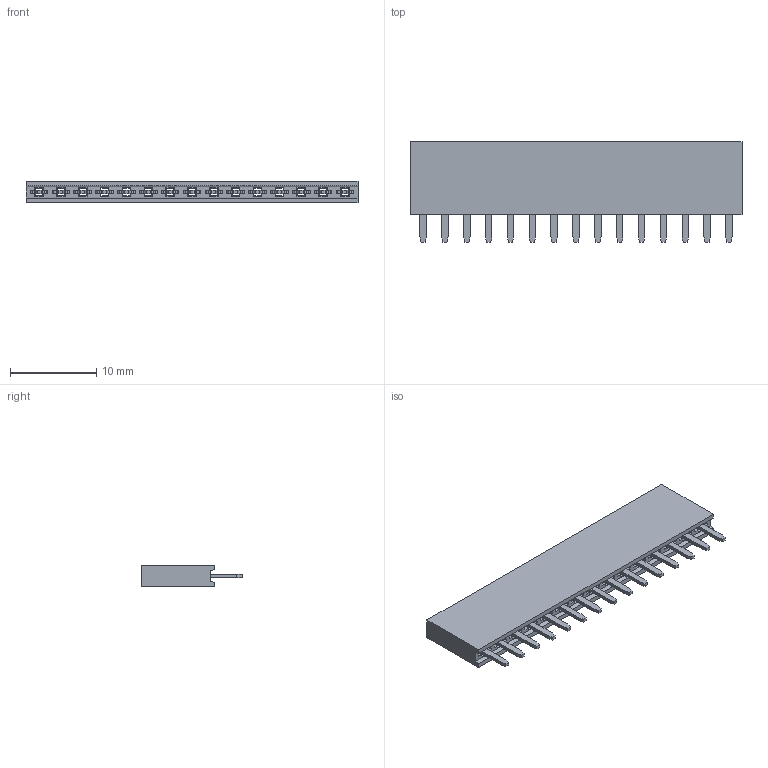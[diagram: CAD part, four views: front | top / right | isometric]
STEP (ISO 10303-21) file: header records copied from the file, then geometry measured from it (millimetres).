
FILE_DESCRIPTION (( 'STEP AP203' ), '1' );
FILE_NAME ('_ _ _C151LFBN-RC.STEP', '2016-08-19T07:16:31', ( 'LUANN HERRING' ), ( 'SULLINS' ), 'SwSTEP 2.0', 'SolidWorks 2015', '' );
FILE_SCHEMA (( 'CONFIG_CONTROL_DESIGN' ));
Length unit declared in the file: inch
Products named in the file (2): _ _ _C151LFBN-RC
Bounding box: 38.6 x 11.7 x 2.54 mm (x, y, z)
Volume: 691.5 mm3; surface area: 2162.6 mm2
Topology: 16 solids, 16 shells, 760 faces, 2139 edges, 1426 vertices
Faces by surface type: plane 580, cylinder 180
Entity records: 24550 total; most frequent: CARTESIAN_POINT 4327, ORIENTED_EDGE 4278, DIRECTION 4023, EDGE_CURVE 2139, LINE 1779, VECTOR 1779, VERTEX_POINT 1426, AXIS2_PLACEMENT_3D 1122
